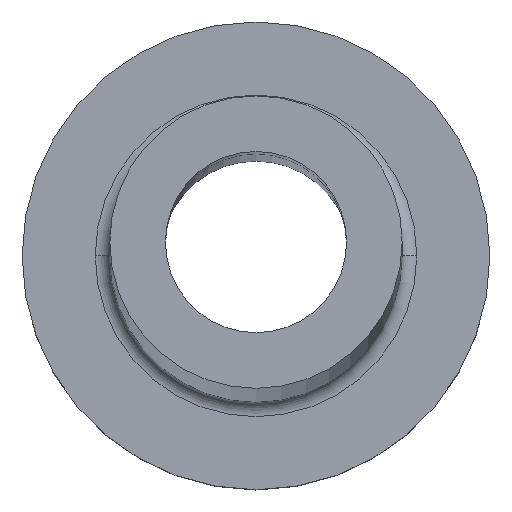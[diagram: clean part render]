
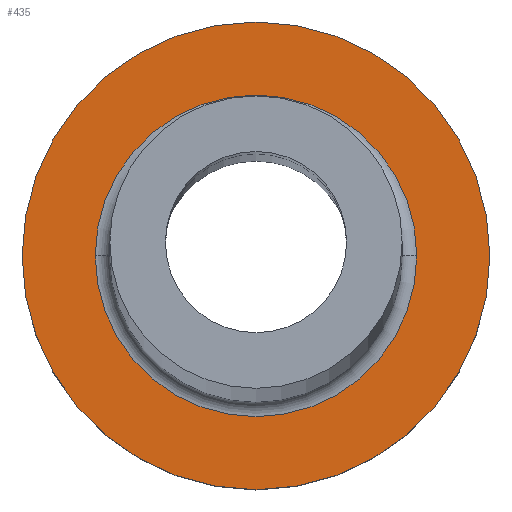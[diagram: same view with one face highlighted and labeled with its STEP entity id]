
A CAD part, top view. The second image highlights one B-rep face of the part: STEP entity #435.
In plain terms, the highlighted planar face has unit normal (0, 0, 1).
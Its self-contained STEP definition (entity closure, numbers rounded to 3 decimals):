
#3 = DIRECTION ( 'NONE',  ( 1., 0., 0. ) ) ;
#4 = EDGE_CURVE ( 'NONE', #212, #388, #419, .T. ) ;
#14 = EDGE_CURVE ( 'NONE', #388, #212, #168, .T. ) ;
#16 = CARTESIAN_POINT ( 'NONE',  ( 0., 0., 5. ) ) ;
#27 = DIRECTION ( 'NONE',  ( 1., 0., 0. ) ) ;
#33 = AXIS2_PLACEMENT_3D ( 'NONE', #111, #48, #79 ) ;
#41 = AXIS2_PLACEMENT_3D ( 'NONE', #460, #135, #27 ) ;
#48 = DIRECTION ( 'NONE',  ( 0., 0., 1. ) ) ;
#56 = ORIENTED_EDGE ( 'NONE', *, *, #240, .T. ) ;
#59 = FACE_OUTER_BOUND ( 'NONE', #449, .T. ) ;
#79 = DIRECTION ( 'NONE',  ( 1., 0., 0. ) ) ;
#98 = DIRECTION ( 'NONE',  ( 1., 0., 0. ) ) ;
#111 = CARTESIAN_POINT ( 'NONE',  ( 0., 0., 5. ) ) ;
#132 = CARTESIAN_POINT ( 'NONE',  ( 0., 0., 5. ) ) ;
#134 = CARTESIAN_POINT ( 'NONE',  ( 5.5, 0., 5. ) ) ;
#135 = DIRECTION ( 'NONE',  ( 0., 0., 1. ) ) ;
#168 = CIRCLE ( 'NONE', #33, 8. ) ;
#200 = ORIENTED_EDGE ( 'NONE', *, *, #413, .T. ) ;
#206 = CARTESIAN_POINT ( 'NONE',  ( 8., 0., 5. ) ) ;
#212 = VERTEX_POINT ( 'NONE', #351 ) ;
#213 = AXIS2_PLACEMENT_3D ( 'NONE', #386, #347, #256 ) ;
#228 = ORIENTED_EDGE ( 'NONE', *, *, #14, .T. ) ;
#240 = EDGE_CURVE ( 'NONE', #269, #297, #385, .T. ) ;
#256 = DIRECTION ( 'NONE',  ( 1., 0., 0. ) ) ;
#264 = CARTESIAN_POINT ( 'NONE',  ( -5.5, 0., 5. ) ) ;
#266 = EDGE_LOOP ( 'NONE', ( #56, #200 ) ) ;
#269 = VERTEX_POINT ( 'NONE', #134 ) ;
#293 = AXIS2_PLACEMENT_3D ( 'NONE', #132, #391, #98 ) ;
#297 = VERTEX_POINT ( 'NONE', #264 ) ;
#305 = PLANE ( 'NONE',  #293 ) ;
#308 = FACE_BOUND ( 'NONE', #266, .T. ) ;
#310 = DIRECTION ( 'NONE',  ( 0., 0., -1. ) ) ;
#316 = CIRCLE ( 'NONE', #380, 5.5 ) ;
#347 = DIRECTION ( 'NONE',  ( 0., 0., -1. ) ) ;
#351 = CARTESIAN_POINT ( 'NONE',  ( -8., 0., 5. ) ) ;
#380 = AXIS2_PLACEMENT_3D ( 'NONE', #16, #310, #3 ) ;
#385 = CIRCLE ( 'NONE', #213, 5.5 ) ;
#386 = CARTESIAN_POINT ( 'NONE',  ( 0., 0., 5. ) ) ;
#388 = VERTEX_POINT ( 'NONE', #206 ) ;
#391 = DIRECTION ( 'NONE',  ( 0., 0., 1. ) ) ;
#405 = ORIENTED_EDGE ( 'NONE', *, *, #4, .T. ) ;
#413 = EDGE_CURVE ( 'NONE', #297, #269, #316, .T. ) ;
#419 = CIRCLE ( 'NONE', #41, 8. ) ;
#435 = ADVANCED_FACE ( 'NONE', ( #308, #59 ), #305, .T. ) ;
#449 = EDGE_LOOP ( 'NONE', ( #405, #228 ) ) ;
#460 = CARTESIAN_POINT ( 'NONE',  ( 0., 0., 5. ) ) ;
